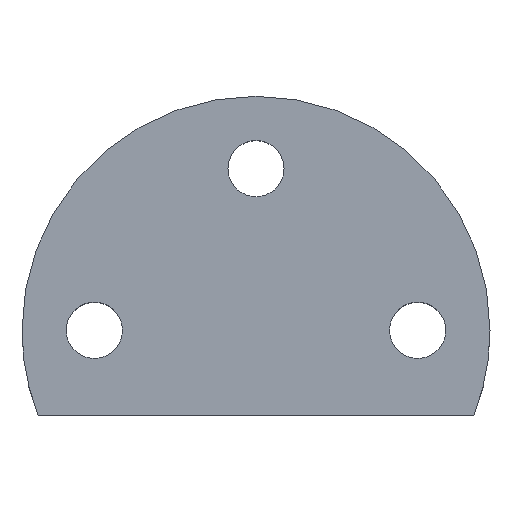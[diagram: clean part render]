
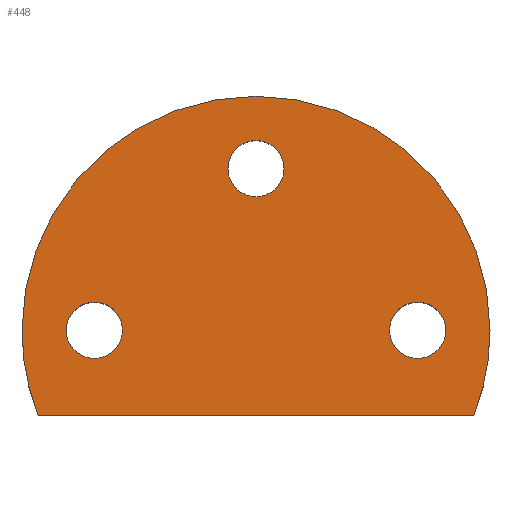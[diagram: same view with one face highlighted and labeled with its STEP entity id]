
A CAD part, top view. The second image highlights one B-rep face of the part: STEP entity #448.
In plain terms, the highlighted planar face has unit normal (0, 0, 1).
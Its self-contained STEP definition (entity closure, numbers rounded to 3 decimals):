
#426=VERTEX_POINT('',#1120);
#428=VERTEX_POINT('',#1122);
#436=VERTEX_POINT('',#1130);
#448=ADVANCED_FACE('',(#1144,#1145,#1146,#1147),#1148,.T.);
#452=EDGE_CURVE('',#510,#426,#1152,.T.);
#506=EDGE_CURVE('',#964,#428,#1210,.T.);
#510=VERTEX_POINT('',#1215);
#602=VERTEX_POINT('',#1317);
#604=VERTEX_POINT('',#1319);
#712=EDGE_CURVE('',#1022,#510,#1438,.T.);
#748=EDGE_CURVE('',#846,#1022,#1480,.T.);
#770=EDGE_CURVE('',#436,#602,#1504,.T.);
#822=EDGE_CURVE('',#846,#426,#1565,.T.);
#828=VERTEX_POINT('',#1572);
#846=VERTEX_POINT('',#1591);
#860=EDGE_CURVE('',#428,#964,#1607,.T.);
#866=EDGE_CURVE('',#602,#436,#1615,.T.);
#872=EDGE_CURVE('',#604,#828,#1621,.T.);
#964=VERTEX_POINT('',#1726);
#1022=VERTEX_POINT('',#1794);
#1032=EDGE_CURVE('',#828,#604,#1805,.T.);
#1120=CARTESIAN_POINT('',(25.617,-10.0,0.));
#1122=CARTESIAN_POINT('',(-22.3,0.,0.));
#1130=CARTESIAN_POINT('',(3.3,19.0,0.));
#1144=FACE_OUTER_BOUND('',#1973,.T.);
#1145=FACE_BOUND('',#1974,.T.);
#1146=FACE_BOUND('',#1975,.T.);
#1147=FACE_BOUND('',#1976,.T.);
#1148=PLANE('',#1977);
#1152=CIRCLE('',#1984,27.5);
#1210=CIRCLE('',#2102,3.3);
#1215=CARTESIAN_POINT('',(27.5,0.,0.));
#1317=CARTESIAN_POINT('',(-3.3,19.0,0.));
#1319=CARTESIAN_POINT('',(15.7,0.,0.));
#1438=CIRCLE('',#2420,27.5);
#1480=CIRCLE('',#2478,27.5);
#1504=CIRCLE('',#2521,3.3);
#1565=LINE('',#2612,#2613);
#1572=CARTESIAN_POINT('',(22.3,0.0,0.));
#1591=CARTESIAN_POINT('',(-25.617,-10.0,0.));
#1607=CIRCLE('',#2686,3.3);
#1615=CIRCLE('',#2697,3.3);
#1621=CIRCLE('',#2705,3.3);
#1726=CARTESIAN_POINT('',(-15.7,0.0,0.));
#1794=CARTESIAN_POINT('',(-27.5,0.,0.));
#1805=CIRCLE('',#3015,3.3);
#1973=EDGE_LOOP('',(#3108,#3109,#3110,#3111));
#1974=EDGE_LOOP('',(#3112,#3113));
#1975=EDGE_LOOP('',(#3114,#3115));
#1976=EDGE_LOOP('',(#3116,#3117));
#1977=AXIS2_PLACEMENT_3D('',#3118,#3119,#3120);
#1984=AXIS2_PLACEMENT_3D('',#3122,#3123,#3124);
#2102=AXIS2_PLACEMENT_3D('',#3181,#3182,#3183);
#2420=AXIS2_PLACEMENT_3D('',#3463,#3464,#3465);
#2478=AXIS2_PLACEMENT_3D('',#3512,#3513,#3514);
#2521=AXIS2_PLACEMENT_3D('',#3541,#3542,#3543);
#2612=CARTESIAN_POINT('',(5.934,-10.0,0.));
#2613=VECTOR('',#3622,1.0);
#2686=AXIS2_PLACEMENT_3D('',#3671,#3672,#3673);
#2697=AXIS2_PLACEMENT_3D('',#3683,#3684,#3685);
#2705=AXIS2_PLACEMENT_3D('',#3689,#3690,#3691);
#3015=AXIS2_PLACEMENT_3D('',#3917,#3918,#3919);
#3108=ORIENTED_EDGE('',*,*,#822,.T.);
#3109=ORIENTED_EDGE('',*,*,#452,.F.);
#3110=ORIENTED_EDGE('',*,*,#712,.F.);
#3111=ORIENTED_EDGE('',*,*,#748,.F.);
#3112=ORIENTED_EDGE('',*,*,#1032,.T.);
#3113=ORIENTED_EDGE('',*,*,#872,.T.);
#3114=ORIENTED_EDGE('',*,*,#770,.T.);
#3115=ORIENTED_EDGE('',*,*,#866,.T.);
#3116=ORIENTED_EDGE('',*,*,#506,.T.);
#3117=ORIENTED_EDGE('',*,*,#860,.T.);
#3118=CARTESIAN_POINT('',(-13.75,0.,0.));
#3119=DIRECTION('',(0.0,0.0,1.0));
#3120=DIRECTION('',(-1.0,0.,0.0));
#3122=CARTESIAN_POINT('',(0.0,0.,0.));
#3123=DIRECTION('',(0.0,0.0,-1.0));
#3124=DIRECTION('',(-1.0,0.,0.0));
#3181=CARTESIAN_POINT('',(-19.0,0.,0.));
#3182=DIRECTION('',(0.0,0.0,-1.0));
#3183=DIRECTION('',(1.0,0.0,0.0));
#3463=CARTESIAN_POINT('',(0.0,0.,0.));
#3464=DIRECTION('',(0.0,0.0,-1.0));
#3465=DIRECTION('',(-1.0,0.,0.0));
#3512=CARTESIAN_POINT('',(0.0,0.,0.));
#3513=DIRECTION('',(0.0,0.0,-1.0));
#3514=DIRECTION('',(-1.0,0.,0.0));
#3541=CARTESIAN_POINT('',(0.,19.0,0.));
#3542=DIRECTION('',(0.0,0.0,-1.0));
#3543=DIRECTION('',(1.0,0.0,0.0));
#3622=DIRECTION('',(1.0,0.,0.0));
#3671=CARTESIAN_POINT('',(-19.0,0.,0.));
#3672=DIRECTION('',(0.0,0.0,-1.0));
#3673=DIRECTION('',(1.0,0.0,0.0));
#3683=CARTESIAN_POINT('',(0.,19.0,0.));
#3684=DIRECTION('',(0.0,0.0,-1.0));
#3685=DIRECTION('',(1.0,0.0,0.0));
#3689=CARTESIAN_POINT('',(19.0,0.,0.));
#3690=DIRECTION('',(0.0,0.0,-1.0));
#3691=DIRECTION('',(1.0,0.0,0.0));
#3917=CARTESIAN_POINT('',(19.0,0.,0.));
#3918=DIRECTION('',(0.0,0.0,-1.0));
#3919=DIRECTION('',(1.0,0.0,0.0));
